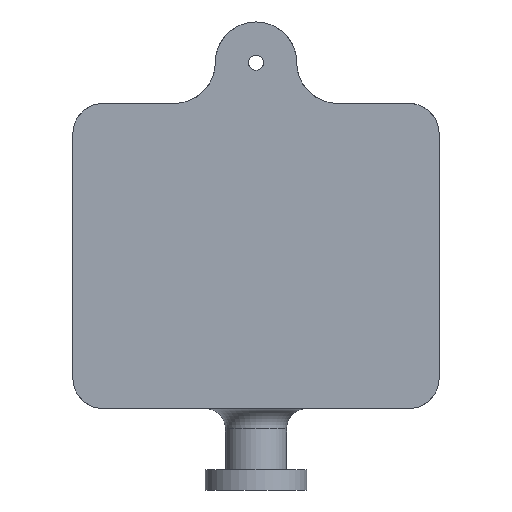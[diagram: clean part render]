
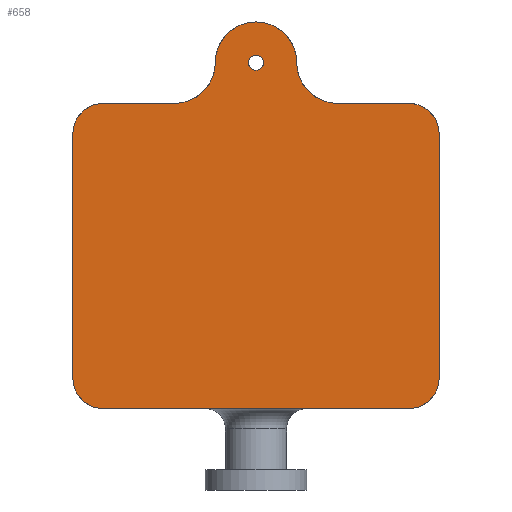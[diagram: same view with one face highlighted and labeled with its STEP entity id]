
A CAD part, left-side view. The second image highlights one B-rep face of the part: STEP entity #658.
In plain terms, the highlighted planar face has unit normal (-1, 0, 0).
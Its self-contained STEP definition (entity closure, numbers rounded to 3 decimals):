
#38=FACE_BOUND('',#247,.T.);
#53=PLANE('',#753);
#60=LINE('',#992,#107);
#66=LINE('',#1026,#113);
#72=LINE('',#1050,#119);
#88=LINE('',#1107,#135);
#91=LINE('',#1112,#138);
#107=VECTOR('',#779,10.);
#113=VECTOR('',#811,10.);
#119=VECTOR('',#827,10.);
#135=VECTOR('',#889,10.);
#138=VECTOR('',#892,10.);
#203=FACE_OUTER_BOUND('',#246,.T.);
#246=EDGE_LOOP('',(#608,#609,#610,#611,#612,#613,#614,#615,#616,#617,#618,
#619));
#247=EDGE_LOOP('',(#620,#621));
#255=CIRCLE('',#688,1.5);
#258=CIRCLE('',#695,1.5);
#262=CIRCLE('',#704,1.5);
#263=CIRCLE('',#708,1.5);
#270=CIRCLE('',#720,2.);
#276=CIRCLE('',#741,2.);
#277=CIRCLE('',#743,2.);
#278=CIRCLE('',#745,0.375);
#279=CIRCLE('',#746,0.375);
#286=VERTEX_POINT('',#982);
#290=VERTEX_POINT('',#990);
#294=VERTEX_POINT('',#1004);
#299=VERTEX_POINT('',#1025);
#303=VERTEX_POINT('',#1039);
#306=VERTEX_POINT('',#1048);
#310=VERTEX_POINT('',#1062);
#316=VERTEX_POINT('',#1079);
#323=VERTEX_POINT('',#1101);
#324=VERTEX_POINT('',#1103);
#326=VERTEX_POINT('',#1110);
#338=VERTEX_POINT('',#1148);
#339=VERTEX_POINT('',#1154);
#340=VERTEX_POINT('',#1156);
#353=EDGE_CURVE('',#290,#286,#60,.T.);
#358=EDGE_CURVE('',#286,#294,#255,.T.);
#366=EDGE_CURVE('',#294,#299,#66,.T.);
#371=EDGE_CURVE('',#303,#290,#258,.T.);
#376=EDGE_CURVE('',#306,#303,#72,.T.);
#382=EDGE_CURVE('',#299,#310,#262,.T.);
#392=EDGE_CURVE('',#316,#306,#263,.T.);
#403=EDGE_CURVE('',#323,#324,#270,.T.);
#405=EDGE_CURVE('',#310,#323,#88,.T.);
#408=EDGE_CURVE('',#326,#316,#91,.T.);
#426=EDGE_CURVE('',#324,#338,#276,.T.);
#428=EDGE_CURVE('',#338,#326,#277,.T.);
#430=EDGE_CURVE('',#340,#339,#278,.T.);
#431=EDGE_CURVE('',#339,#340,#279,.T.);
#608=ORIENTED_EDGE('',*,*,#358,.F.);
#609=ORIENTED_EDGE('',*,*,#353,.F.);
#610=ORIENTED_EDGE('',*,*,#371,.F.);
#611=ORIENTED_EDGE('',*,*,#376,.F.);
#612=ORIENTED_EDGE('',*,*,#392,.F.);
#613=ORIENTED_EDGE('',*,*,#408,.F.);
#614=ORIENTED_EDGE('',*,*,#428,.F.);
#615=ORIENTED_EDGE('',*,*,#426,.F.);
#616=ORIENTED_EDGE('',*,*,#403,.F.);
#617=ORIENTED_EDGE('',*,*,#405,.F.);
#618=ORIENTED_EDGE('',*,*,#382,.F.);
#619=ORIENTED_EDGE('',*,*,#366,.F.);
#620=ORIENTED_EDGE('',*,*,#430,.T.);
#621=ORIENTED_EDGE('',*,*,#431,.T.);
#658=ADVANCED_FACE('',(#203,#38),#53,.F.);
#688=AXIS2_PLACEMENT_3D('',#1005,#795,#796);
#695=AXIS2_PLACEMENT_3D('',#1041,#817,#818);
#704=AXIS2_PLACEMENT_3D('',#1063,#841,#842);
#708=AXIS2_PLACEMENT_3D('',#1081,#857,#858);
#720=AXIS2_PLACEMENT_3D('',#1104,#884,#885);
#741=AXIS2_PLACEMENT_3D('',#1149,#936,#937);
#743=AXIS2_PLACEMENT_3D('',#1152,#941,#942);
#745=AXIS2_PLACEMENT_3D('',#1157,#946,#947);
#746=AXIS2_PLACEMENT_3D('',#1158,#948,#949);
#753=AXIS2_PLACEMENT_3D('',#1169,#964,#965);
#779=DIRECTION('',(0.,1.,0.));
#795=DIRECTION('center_axis',(1.,0.,0.));
#796=DIRECTION('ref_axis',(0.,0.707,-0.707));
#811=DIRECTION('',(0.,0.,1.));
#817=DIRECTION('center_axis',(1.,0.,0.));
#818=DIRECTION('ref_axis',(0.,-0.707,-0.707));
#827=DIRECTION('',(0.,0.,-1.));
#841=DIRECTION('center_axis',(1.,0.,0.));
#842=DIRECTION('ref_axis',(0.,0.707,0.707));
#857=DIRECTION('center_axis',(1.,0.,0.));
#858=DIRECTION('ref_axis',(0.,-0.707,0.707));
#884=DIRECTION('center_axis',(-1.,0.,0.));
#885=DIRECTION('ref_axis',(0.,-0.707,-0.707));
#889=DIRECTION('',(0.,-1.,0.));
#892=DIRECTION('',(0.,-1.,0.));
#936=DIRECTION('center_axis',(1.,0.,0.));
#937=DIRECTION('ref_axis',(0.,-0.707,0.707));
#941=DIRECTION('center_axis',(-1.,0.,0.));
#942=DIRECTION('ref_axis',(0.,0.707,-0.707));
#946=DIRECTION('center_axis',(1.,0.,0.));
#947=DIRECTION('ref_axis',(0.,0.,1.));
#948=DIRECTION('center_axis',(1.,0.,0.));
#949=DIRECTION('ref_axis',(0.,0.,1.));
#964=DIRECTION('center_axis',(1.,0.,0.));
#965=DIRECTION('ref_axis',(0.,1.,0.));
#982=CARTESIAN_POINT('',(0.,16.5,0.));
#990=CARTESIAN_POINT('',(0.,1.5,0.));
#992=CARTESIAN_POINT('',(0.,0.,0.));
#1004=CARTESIAN_POINT('',(0.,18.,1.5));
#1005=CARTESIAN_POINT('Origin',(0.,16.5,1.5));
#1025=CARTESIAN_POINT('',(0.,18.,13.5));
#1026=CARTESIAN_POINT('',(0.,18.,0.));
#1039=CARTESIAN_POINT('',(0.,0.,1.5));
#1041=CARTESIAN_POINT('Origin',(0.,1.5,1.5));
#1048=CARTESIAN_POINT('',(0.,0.,13.5));
#1050=CARTESIAN_POINT('',(0.,0.,15.));
#1062=CARTESIAN_POINT('',(0.,16.5,15.));
#1063=CARTESIAN_POINT('Origin',(0.,16.5,13.5));
#1079=CARTESIAN_POINT('',(0.,1.5,15.));
#1081=CARTESIAN_POINT('Origin',(0.,1.5,13.5));
#1101=CARTESIAN_POINT('',(0.,13.,15.));
#1103=CARTESIAN_POINT('',(0.,11.,17.));
#1104=CARTESIAN_POINT('Origin',(0.,13.,17.));
#1107=CARTESIAN_POINT('',(0.,18.,15.));
#1110=CARTESIAN_POINT('',(0.,5.,15.));
#1112=CARTESIAN_POINT('',(0.,18.,15.));
#1148=CARTESIAN_POINT('',(0.,7.,17.));
#1149=CARTESIAN_POINT('Origin',(0.,9.,17.));
#1152=CARTESIAN_POINT('Origin',(0.,5.,17.));
#1154=CARTESIAN_POINT('',(0.,9.,16.625));
#1156=CARTESIAN_POINT('',(0.,9.,17.375));
#1157=CARTESIAN_POINT('Origin',(0.,9.,17.));
#1158=CARTESIAN_POINT('Origin',(0.,9.,17.));
#1169=CARTESIAN_POINT('Origin',(0.,9.,7.5));
